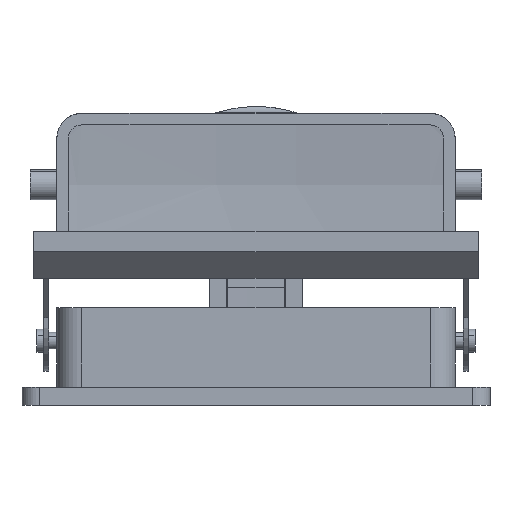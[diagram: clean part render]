
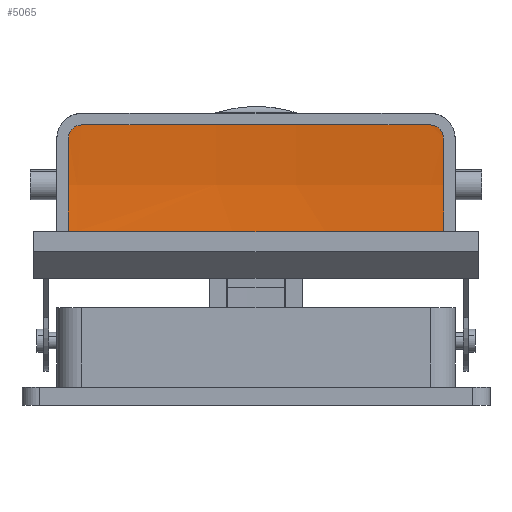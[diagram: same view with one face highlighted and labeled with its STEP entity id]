
A CAD part, left-side view. The second image highlights one B-rep face of the part: STEP entity #5065.
In plain terms, the highlighted face is a revolution surface.
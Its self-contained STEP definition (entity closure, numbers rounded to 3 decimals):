
#4359=CARTESIAN_POINT('Control Point',(81.84,123.,48.5)) ;
#4360=CARTESIAN_POINT('Control Point',(83.906,88.041,48.5)) ;
#4361=CARTESIAN_POINT('Control Point',(83.906,52.959,48.5)) ;
#4362=CARTESIAN_POINT('Control Point',(81.84,18.,48.5)) ;
#4363=CARTESIAN_POINT('Vertex',(81.84,123.,48.5)) ;
#4365=CARTESIAN_POINT('Vertex',(81.84,18.,48.5)) ;
#4789=CARTESIAN_POINT('Control Point',(82.039,127.,52.5)) ;
#4790=CARTESIAN_POINT('Control Point',(81.917,127.,51.249)) ;
#4791=CARTESIAN_POINT('Control Point',(81.813,126.513,49.996)) ;
#4792=CARTESIAN_POINT('Control Point',(81.75,125.524,48.995)) ;
#4793=CARTESIAN_POINT('Control Point',(81.765,124.26,48.5)) ;
#4794=CARTESIAN_POINT('Control Point',(81.84,123.,48.5)) ;
#4795=CARTESIAN_POINT('Vertex',(82.039,127.,52.5)) ;
#4816=CARTESIAN_POINT('Control Point',(82.039,14.,52.5)) ;
#4817=CARTESIAN_POINT('Control Point',(81.917,14.,51.249)) ;
#4818=CARTESIAN_POINT('Control Point',(81.813,14.487,49.996)) ;
#4819=CARTESIAN_POINT('Control Point',(81.75,15.476,48.995)) ;
#4820=CARTESIAN_POINT('Control Point',(81.765,16.74,48.5)) ;
#4821=CARTESIAN_POINT('Control Point',(81.84,18.,48.5)) ;
#4822=CARTESIAN_POINT('Vertex',(82.039,14.,52.5)) ;
#4863=CARTESIAN_POINT('Vertex',(82.039,14.,80.5)) ;
#4867=CARTESIAN_POINT('Control Point',(82.039,14.,80.5)) ;
#4868=CARTESIAN_POINT('Control Point',(82.943,14.,71.196)) ;
#4869=CARTESIAN_POINT('Control Point',(82.943,14.,61.804)) ;
#4870=CARTESIAN_POINT('Control Point',(82.039,14.,52.5)) ;
#4898=CARTESIAN_POINT('Vertex',(81.84,18.,84.5)) ;
#4902=CARTESIAN_POINT('Control Point',(81.84,18.,84.5)) ;
#4903=CARTESIAN_POINT('Control Point',(81.765,16.74,84.5)) ;
#4904=CARTESIAN_POINT('Control Point',(81.75,15.476,84.005)) ;
#4905=CARTESIAN_POINT('Control Point',(81.813,14.487,83.004)) ;
#4906=CARTESIAN_POINT('Control Point',(81.917,14.,81.751)) ;
#4907=CARTESIAN_POINT('Control Point',(82.039,14.,80.5)) ;
#4993=CARTESIAN_POINT('Control Point',(82.039,127.,52.5)) ;
#4994=CARTESIAN_POINT('Control Point',(82.943,127.,61.804)) ;
#4995=CARTESIAN_POINT('Control Point',(82.943,127.,71.196)) ;
#4996=CARTESIAN_POINT('Control Point',(82.039,127.,80.5)) ;
#4997=CARTESIAN_POINT('Vertex',(82.039,127.,80.5)) ;
#5013=CARTESIAN_POINT('Control Point',(82.707,127.176,66.5)) ;
#5014=CARTESIAN_POINT('Control Point',(85.097,89.442,66.5)) ;
#5015=CARTESIAN_POINT('Control Point',(85.097,51.558,66.5)) ;
#5016=CARTESIAN_POINT('Control Point',(82.707,13.824,66.5)) ;
#5017=CARTESIAN_POINT('Axis1P Location',(-62.,70.5,66.5)) ;
#5022=CARTESIAN_POINT('Control Point',(83.31,82.41,84.5)) ;
#5023=CARTESIAN_POINT('Control Point',(83.417,74.47,84.5)) ;
#5024=CARTESIAN_POINT('Control Point',(83.417,66.53,84.5)) ;
#5025=CARTESIAN_POINT('Control Point',(83.31,58.59,84.5)) ;
#5026=CARTESIAN_POINT('Vertex',(83.31,82.41,84.5)) ;
#5028=CARTESIAN_POINT('Vertex',(83.31,58.59,84.5)) ;
#5032=CARTESIAN_POINT('Control Point',(83.31,82.41,84.5)) ;
#5033=CARTESIAN_POINT('Control Point',(83.129,95.949,84.5)) ;
#5034=CARTESIAN_POINT('Control Point',(82.639,109.484,84.5)) ;
#5035=CARTESIAN_POINT('Control Point',(81.84,123.,84.5)) ;
#5036=CARTESIAN_POINT('Vertex',(81.84,123.,84.5)) ;
#5040=CARTESIAN_POINT('Control Point',(82.039,127.,80.5)) ;
#5041=CARTESIAN_POINT('Control Point',(81.917,127.,81.751)) ;
#5042=CARTESIAN_POINT('Control Point',(81.813,126.513,83.004)) ;
#5043=CARTESIAN_POINT('Control Point',(81.75,125.524,84.005)) ;
#5044=CARTESIAN_POINT('Control Point',(81.765,124.26,84.5)) ;
#5045=CARTESIAN_POINT('Control Point',(81.84,123.,84.5)) ;
#5048=CARTESIAN_POINT('Control Point',(81.84,18.,84.5)) ;
#5049=CARTESIAN_POINT('Control Point',(82.639,31.516,84.5)) ;
#5050=CARTESIAN_POINT('Control Point',(83.129,45.051,84.5)) ;
#5051=CARTESIAN_POINT('Control Point',(83.31,58.59,84.5)) ;
#5018=DIRECTION('Axis1P Direction',(0.,1.,0.)) ;
#5019=AXIS1_PLACEMENT('Revolution Surface Axis1P',#5017,#5018) ;
#5054=ORIENTED_EDGE('',*,*,#5030,.F.) ;
#5055=ORIENTED_EDGE('',*,*,#5038,.T.) ;
#5056=ORIENTED_EDGE('',*,*,#5046,.F.) ;
#5057=ORIENTED_EDGE('',*,*,#4999,.F.) ;
#5058=ORIENTED_EDGE('',*,*,#4797,.T.) ;
#5059=ORIENTED_EDGE('',*,*,#4367,.T.) ;
#5060=ORIENTED_EDGE('',*,*,#4824,.F.) ;
#5061=ORIENTED_EDGE('',*,*,#4871,.F.) ;
#5062=ORIENTED_EDGE('',*,*,#4908,.F.) ;
#5063=ORIENTED_EDGE('',*,*,#5052,.T.) ;
#5065=ADVANCED_FACE('Hauptk\X2\00F6\X0\rper',(#5064),#5020,.T.) ;
#4358=B_SPLINE_CURVE_WITH_KNOTS('',3,(#4359,#4360,#4361,#4362),.UNSPECIFIED.,.F.,.U.,(4,4),(0.,148.869),.UNSPECIFIED.) ;
#4788=B_SPLINE_CURVE_WITH_KNOTS('',5,(#4789,#4790,#4791,#4792,#4793,#4794),.UNSPECIFIED.,.F.,.U.,(6,6),(0.,13.411),.UNSPECIFIED.) ;
#4815=B_SPLINE_CURVE_WITH_KNOTS('',5,(#4816,#4817,#4818,#4819,#4820,#4821),.UNSPECIFIED.,.F.,.U.,(6,6),(0.,13.411),.UNSPECIFIED.) ;
#4866=B_SPLINE_CURVE_WITH_KNOTS('',3,(#4867,#4868,#4869,#4870),.UNSPECIFIED.,.F.,.U.,(4,4),(0.,40.251),.UNSPECIFIED.) ;
#4901=B_SPLINE_CURVE_WITH_KNOTS('',5,(#4902,#4903,#4904,#4905,#4906,#4907),.UNSPECIFIED.,.F.,.U.,(6,6),(0.,13.412),.UNSPECIFIED.) ;
#4992=B_SPLINE_CURVE_WITH_KNOTS('',3,(#4993,#4994,#4995,#4996),.UNSPECIFIED.,.F.,.U.,(4,4),(0.,40.251),.UNSPECIFIED.) ;
#5012=B_SPLINE_CURVE_WITH_KNOTS('',3,(#5013,#5014,#5015,#5016),.UNSPECIFIED.,.F.,.U.,(4,4),(1356.781,1470.652),.UNSPECIFIED.) ;
#5021=B_SPLINE_CURVE_WITH_KNOTS('',3,(#5022,#5023,#5024,#5025),.UNSPECIFIED.,.F.,.U.,(4,4),(12.883,46.636),.UNSPECIFIED.) ;
#5031=B_SPLINE_CURVE_WITH_KNOTS('',3,(#5032,#5033,#5034,#5035),.UNSPECIFIED.,.F.,.U.,(4,4),(91.311,148.869),.UNSPECIFIED.) ;
#5039=B_SPLINE_CURVE_WITH_KNOTS('',5,(#5040,#5041,#5042,#5043,#5044,#5045),.UNSPECIFIED.,.F.,.U.,(6,6),(0.,13.411),.UNSPECIFIED.) ;
#5047=B_SPLINE_CURVE_WITH_KNOTS('',3,(#5048,#5049,#5050,#5051),.UNSPECIFIED.,.F.,.U.,(4,4),(0.,57.558),.UNSPECIFIED.) ;
#4367=EDGE_CURVE('',#4364,#4366,#4358,.T.) ;
#4797=EDGE_CURVE('',#4796,#4364,#4788,.T.) ;
#4824=EDGE_CURVE('',#4823,#4366,#4815,.T.) ;
#4871=EDGE_CURVE('',#4864,#4823,#4866,.T.) ;
#4908=EDGE_CURVE('',#4899,#4864,#4901,.T.) ;
#4999=EDGE_CURVE('',#4796,#4998,#4992,.T.) ;
#5030=EDGE_CURVE('',#5027,#5029,#5021,.T.) ;
#5038=EDGE_CURVE('',#5027,#5037,#5031,.T.) ;
#5046=EDGE_CURVE('',#4998,#5037,#5039,.T.) ;
#5052=EDGE_CURVE('',#4899,#5029,#5047,.T.) ;
#5053=EDGE_LOOP('',(#5054,#5055,#5056,#5057,#5058,#5059,#5060,#5061,#5062,#5063)) ;
#5064=FACE_OUTER_BOUND('',#5053,.T.) ;
#5020=SURFACE_OF_REVOLUTION('Surface of Revolution',#5012,#5019) ;
#4364=VERTEX_POINT('',#4363) ;
#4366=VERTEX_POINT('',#4365) ;
#4796=VERTEX_POINT('',#4795) ;
#4823=VERTEX_POINT('',#4822) ;
#4864=VERTEX_POINT('',#4863) ;
#4899=VERTEX_POINT('',#4898) ;
#4998=VERTEX_POINT('',#4997) ;
#5027=VERTEX_POINT('',#5026) ;
#5029=VERTEX_POINT('',#5028) ;
#5037=VERTEX_POINT('',#5036) ;
